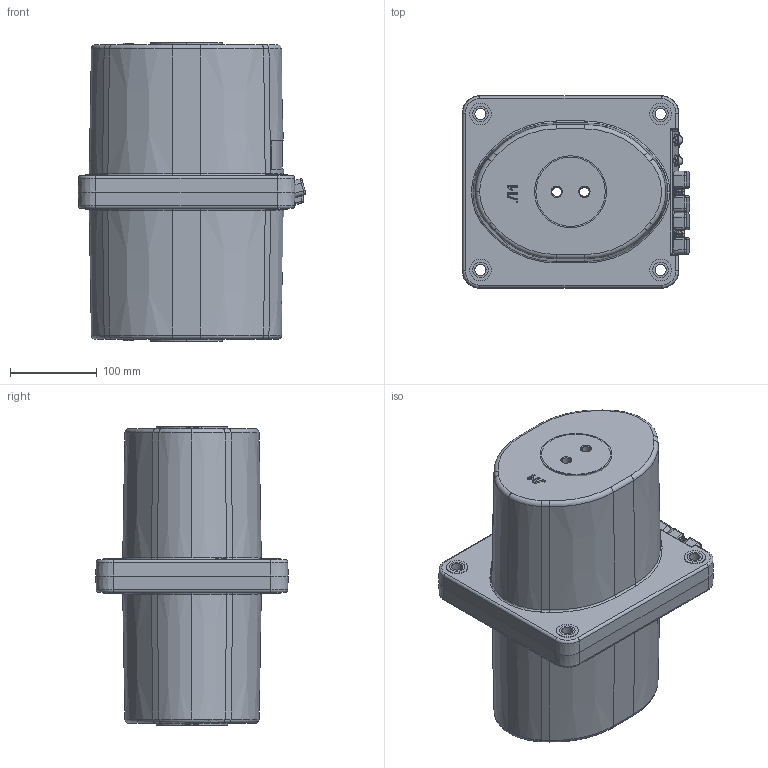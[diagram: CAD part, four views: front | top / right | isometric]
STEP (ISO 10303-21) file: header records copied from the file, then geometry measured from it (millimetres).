
FILE_DESCRIPTION (( 'STEP AP203' ), '1' );
FILE_NAME ('眐恂-10-4(2000).STEP', '2021-08-05T06:16:13', ( '' ), ( '' ), 'SwSTEP 2.0', 'SolidWorks 2010', '' );
FILE_SCHEMA (( 'CONFIG_CONTROL_DESIGN' ));
Length unit declared in the file: millimetre
Products named in the file (1): 眐恂-10-4(2000)
Bounding box: 262.62 x 222 x 344 mm (x, y, z)
Surface area: 388343.5 mm2 (no closed solid volume)
Topology: 0 solids, 33 shells, 736 faces, 2194 edges, 1466 vertices
Faces by surface type: plane 231, cylinder 166, cone 160, bspline 120, torus 38, sphere 21
Entity records: 28074 total; most frequent: CARTESIAN_POINT 9356, DIRECTION 3804, ORIENTED_EDGE 3749, EDGE_CURVE 2188, VERTEX_POINT 1466, AXIS2_PLACEMENT_3D 1438, VECTOR 928, LINE 928
